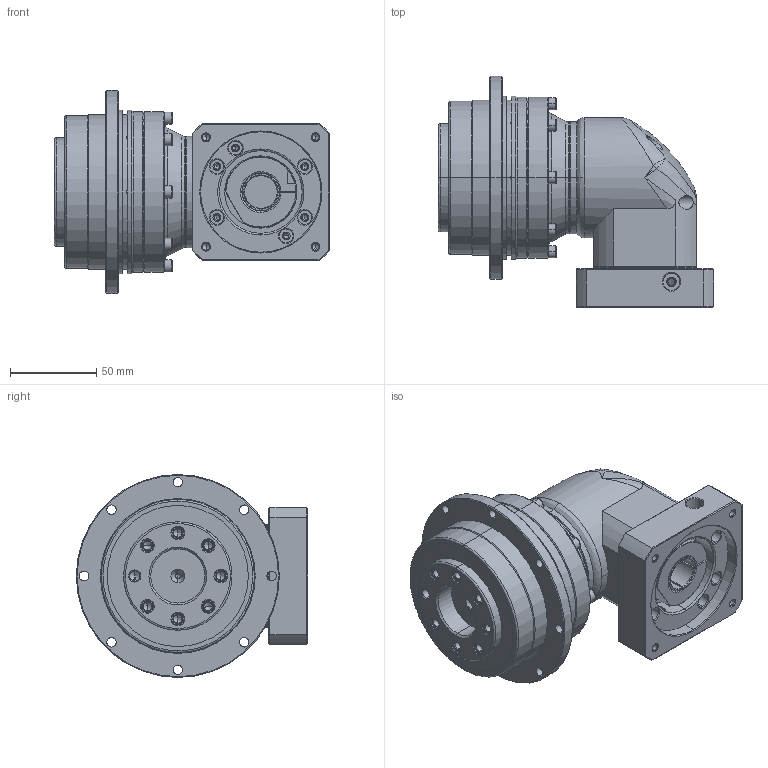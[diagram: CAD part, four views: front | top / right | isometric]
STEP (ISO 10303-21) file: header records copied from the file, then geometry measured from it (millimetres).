
FILE_DESCRIPTION (( 'STEP AP214' ), '1' );
FILE_NAME ('SDL090-L2-19-70-90-M5-M6.STEP', '2022-02-25T09:42:02', ( 'admin' ), ( '' ), 'SwSTEP 2.0', 'SolidWorks 2013', '' );
FILE_SCHEMA (( 'AUTOMOTIVE_DESIGN' ));
Length unit declared in the file: millimetre
Products named in the file (6): SD090_X2_8F9351FA7AEF_X0_; SBL060_X2_6CD55170_X0_-70-90M5; PB090_X2_4E007EA79F7F570863A5_X0_060; SBL060_X2_8F9351658F7495017D2773AF_X0_-19; SDL060_X2_94DD58F3_X0_-19; SDL090-L2-19-70-90-M5-M6
Assembly tree (5 placements, depth 2):
  SDL090-L2-19-70-90-M5-M6
    SDL060_X2_94DD58F3_X0_-19
    SBL060_X2_8F9351658F7495017D2773AF_X0_-19
    PB090_X2_4E007EA79F7F570863A5_X0_060
    SBL060_X2_6CD55170_X0_-70-90M5
    SD090_X2_8F9351FA7AEF_X0_
Bounding box: 160 x 134.5 x 118 mm (x, y, z)
Volume: 881482.5 mm3; surface area: 138408.5 mm2
Topology: 7 solids, 7 shells, 702 faces, 1744 edges, 1034 vertices
Faces by surface type: cylinder 276, cone 199, plane 177, bspline 48, torus 2
Entity records: 31274 total; most frequent: CARTESIAN_POINT 7052, DIRECTION 3546, ORIENTED_EDGE 3274, EDGE_CURVE 1637, AXIS2_PLACEMENT_3D 1427, VERTEX_POINT 1030, EDGE_LOOP 833, CIRCLE 765
